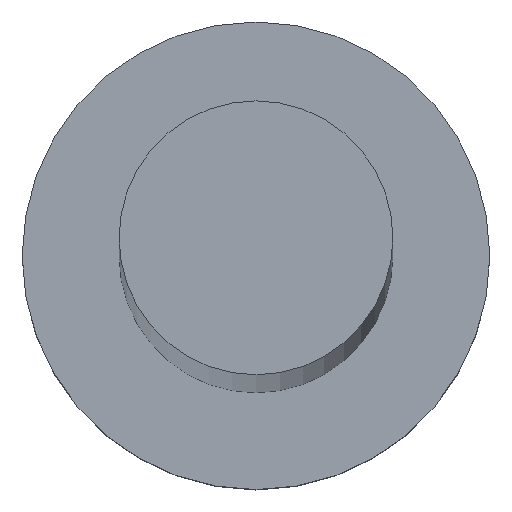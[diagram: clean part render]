
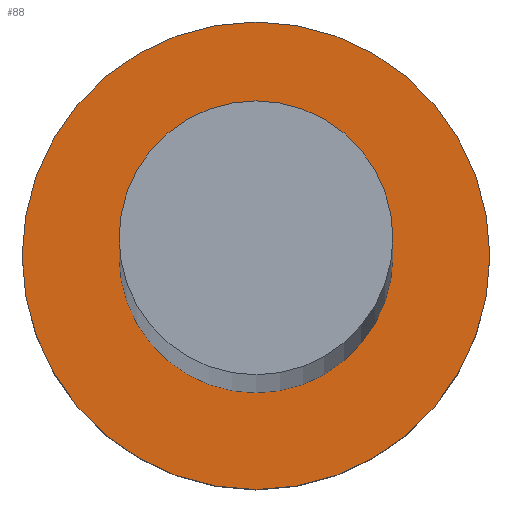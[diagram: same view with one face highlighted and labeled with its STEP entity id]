
A CAD part, top view. The second image highlights one B-rep face of the part: STEP entity #88.
In plain terms, the highlighted planar face has unit normal (0, 0, 1).
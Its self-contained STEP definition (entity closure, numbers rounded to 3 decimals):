
#6 = CIRCLE ( 'NONE', #180, 4.1 ) ;
#22 = FACE_BOUND ( 'NONE', #167, .T. ) ;
#25 = AXIS2_PLACEMENT_3D ( 'NONE', #79, #38, #83 ) ;
#38 = DIRECTION ( 'NONE',  ( 0., 0., 1. ) ) ;
#39 = DIRECTION ( 'NONE',  ( 0., 0., 1. ) ) ;
#40 = DIRECTION ( 'NONE',  ( 1., 0., 0. ) ) ;
#51 = CIRCLE ( 'NONE', #233, 7. ) ;
#53 = ORIENTED_EDGE ( 'NONE', *, *, #117, .F. ) ;
#61 = DIRECTION ( 'NONE',  ( 0., 0., 1. ) ) ;
#62 = CARTESIAN_POINT ( 'NONE',  ( 0., 0., 6.5 ) ) ;
#72 = ORIENTED_EDGE ( 'NONE', *, *, #203, .F. ) ;
#79 = CARTESIAN_POINT ( 'NONE',  ( 0., 0., 6.5 ) ) ;
#80 = AXIS2_PLACEMENT_3D ( 'NONE', #232, #61, #40 ) ;
#81 = CARTESIAN_POINT ( 'NONE',  ( 7., 0., 6.5 ) ) ;
#83 = DIRECTION ( 'NONE',  ( 1., 0., 0. ) ) ;
#88 = ADVANCED_FACE ( 'NONE', ( #22, #255 ), #101, .T. ) ;
#94 = VERTEX_POINT ( 'NONE', #81 ) ;
#101 = PLANE ( 'NONE',  #80 ) ;
#102 = DIRECTION ( 'NONE',  ( 1., 0., 0. ) ) ;
#117 = EDGE_CURVE ( 'NONE', #136, #210, #6, .T. ) ;
#135 = CIRCLE ( 'NONE', #25, 7. ) ;
#136 = VERTEX_POINT ( 'NONE', #252 ) ;
#141 = DIRECTION ( 'NONE',  ( 0., 0., 1. ) ) ;
#146 = CARTESIAN_POINT ( 'NONE',  ( 0., 0., 6.5 ) ) ;
#155 = CARTESIAN_POINT ( 'NONE',  ( 0., 0., 6.5 ) ) ;
#157 = EDGE_CURVE ( 'NONE', #208, #94, #135, .T. ) ;
#167 = EDGE_LOOP ( 'NONE', ( #53, #72 ) ) ;
#177 = DIRECTION ( 'NONE',  ( 1., 0., 0. ) ) ;
#180 = AXIS2_PLACEMENT_3D ( 'NONE', #146, #235, #102 ) ;
#184 = ORIENTED_EDGE ( 'NONE', *, *, #227, .T. ) ;
#203 = EDGE_CURVE ( 'NONE', #210, #136, #209, .T. ) ;
#208 = VERTEX_POINT ( 'NONE', #234 ) ;
#209 = CIRCLE ( 'NONE', #246, 4.1 ) ;
#210 = VERTEX_POINT ( 'NONE', #215 ) ;
#215 = CARTESIAN_POINT ( 'NONE',  ( 4.1, 0., 6.5 ) ) ;
#217 = DIRECTION ( 'NONE',  ( 1., 0., 0. ) ) ;
#227 = EDGE_CURVE ( 'NONE', #94, #208, #51, .T. ) ;
#230 = EDGE_LOOP ( 'NONE', ( #247, #184 ) ) ;
#232 = CARTESIAN_POINT ( 'NONE',  ( 0., 0., 6.5 ) ) ;
#233 = AXIS2_PLACEMENT_3D ( 'NONE', #155, #141, #217 ) ;
#234 = CARTESIAN_POINT ( 'NONE',  ( -7., 0., 6.5 ) ) ;
#235 = DIRECTION ( 'NONE',  ( 0., 0., 1. ) ) ;
#246 = AXIS2_PLACEMENT_3D ( 'NONE', #62, #39, #177 ) ;
#247 = ORIENTED_EDGE ( 'NONE', *, *, #157, .T. ) ;
#252 = CARTESIAN_POINT ( 'NONE',  ( -4.1, 0., 6.5 ) ) ;
#255 = FACE_OUTER_BOUND ( 'NONE', #230, .T. ) ;
